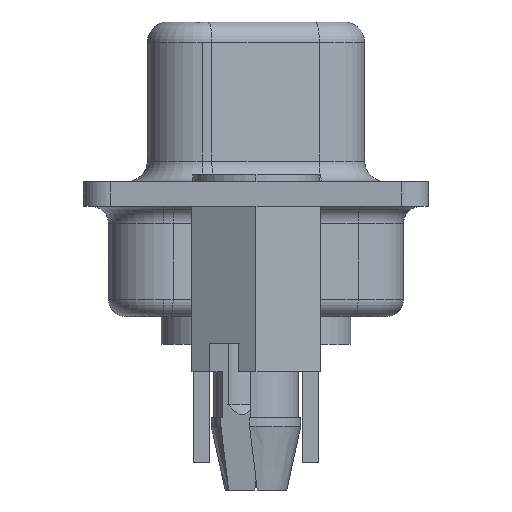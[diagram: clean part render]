
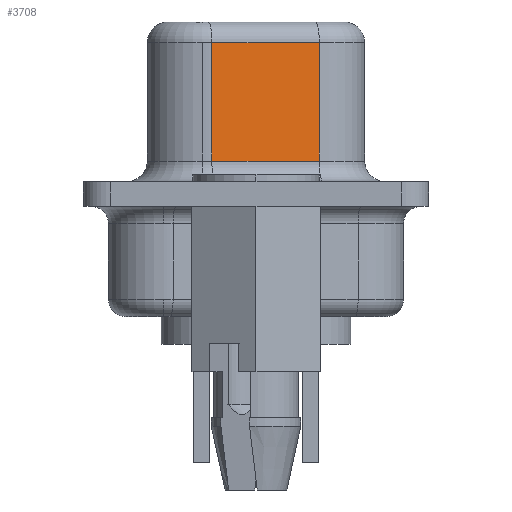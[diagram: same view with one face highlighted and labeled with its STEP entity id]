
A CAD part, left-side view. The second image highlights one B-rep face of the part: STEP entity #3708.
In plain terms, the highlighted planar face has unit normal (-0.985, -0.174, 0).
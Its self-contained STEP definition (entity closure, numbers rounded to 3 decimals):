
#623 = ORIENTED_EDGE ( 'NONE', *, *, #9333, .T. ) ;
#634 = ORIENTED_EDGE ( 'NONE', *, *, #9273, .T. ) ;
#635 = ORIENTED_EDGE ( 'NONE', *, *, #9228, .F. ) ;
#664 = ORIENTED_EDGE ( 'NONE', *, *, #9606, .T. ) ;
#3708 = ADVANCED_FACE ( 'NONE', ( #10934 ), #6437, .F. ) ;
#3867 = LINE ( 'NONE', #5857, #4117 ) ;
#4060 = VECTOR ( 'NONE', #7104, 1000. ) ;
#4117 = VECTOR ( 'NONE', #5832, 1000. ) ;
#4273 = LINE ( 'NONE', #7099, #4060 ) ;
#5832 = DIRECTION ( 'NONE',  ( -0.174, 0.985, 0. ) ) ;
#5857 = CARTESIAN_POINT ( 'NONE',  ( -12.33, 1.603, 5.5 ) ) ;
#6004 = DIRECTION ( 'NONE',  ( 0., 0., -1. ) ) ;
#6005 = CARTESIAN_POINT ( 'NONE',  ( -12.33, 1.603, 6.25 ) ) ;
#6132 = DIRECTION ( 'NONE',  ( 0., 0., -1. ) ) ;
#6145 = CARTESIAN_POINT ( 'NONE',  ( -11.642, -2.297, 6.25 ) ) ;
#6417 = DIRECTION ( 'NONE',  ( -0.174, 0.985, 0. ) ) ;
#6428 = CARTESIAN_POINT ( 'NONE',  ( -12.33, 1.603, 6.25 ) ) ;
#6437 = PLANE ( 'NONE',  #12405 ) ;
#6720 = DIRECTION ( 'NONE',  ( 0.985, 0.174, 0. ) ) ;
#7099 = CARTESIAN_POINT ( 'NONE',  ( -11.642, -2.297, 1.2 ) ) ;
#7104 = DIRECTION ( 'NONE',  ( 0.174, -0.985, 0. ) ) ;
#9228 = EDGE_CURVE ( 'NONE', #11563, #11811, #10966, .T. ) ;
#9273 = EDGE_CURVE ( 'NONE', #11859, #11695, #10513, .T. ) ;
#9333 = EDGE_CURVE ( 'NONE', #11563, #11859, #3867, .T. ) ;
#9606 = EDGE_CURVE ( 'NONE', #11695, #11811, #4273, .T. ) ;
#10513 = LINE ( 'NONE', #6005, #11123 ) ;
#10808 = VECTOR ( 'NONE', #6132, 1000. ) ;
#10934 = FACE_OUTER_BOUND ( 'NONE', #11850, .T. ) ;
#10966 = LINE ( 'NONE', #6145, #10808 ) ;
#11123 = VECTOR ( 'NONE', #6004, 1000. ) ;
#11563 = VERTEX_POINT ( 'NONE', #13613 ) ;
#11695 = VERTEX_POINT ( 'NONE', #13470 ) ;
#11811 = VERTEX_POINT ( 'NONE', #13371 ) ;
#11850 = EDGE_LOOP ( 'NONE', ( #634, #664, #635, #623 ) ) ;
#11859 = VERTEX_POINT ( 'NONE', #13318 ) ;
#12405 = AXIS2_PLACEMENT_3D ( 'NONE', #6428, #6720, #6417 ) ;
#13318 = CARTESIAN_POINT ( 'NONE',  ( -12.33, 1.603, 5.5 ) ) ;
#13371 = CARTESIAN_POINT ( 'NONE',  ( -11.642, -2.297, 1.2 ) ) ;
#13470 = CARTESIAN_POINT ( 'NONE',  ( -12.33, 1.603, 1.2 ) ) ;
#13613 = CARTESIAN_POINT ( 'NONE',  ( -11.642, -2.297, 5.5 ) ) ;
